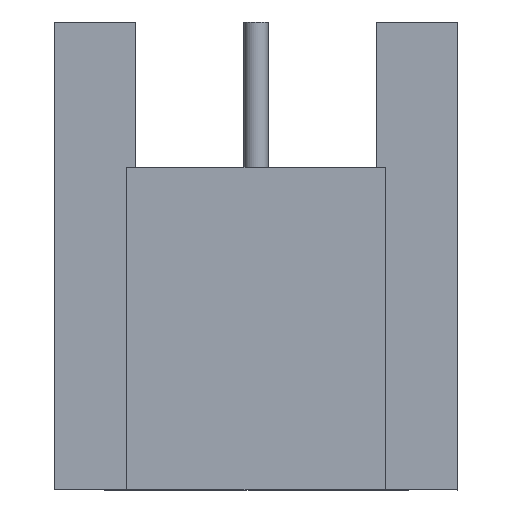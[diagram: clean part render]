
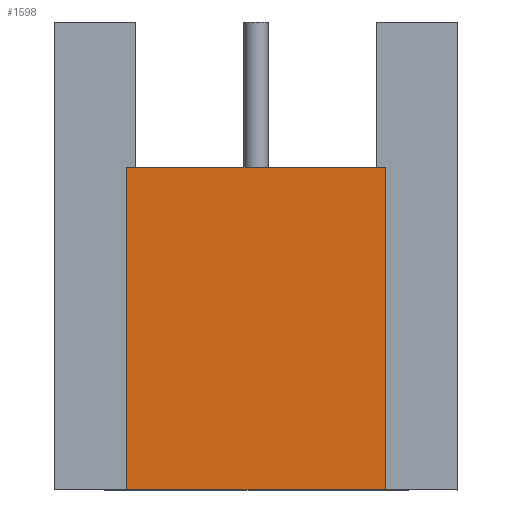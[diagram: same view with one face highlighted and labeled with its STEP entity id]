
A CAD part, front view. The second image highlights one B-rep face of the part: STEP entity #1598.
In plain terms, the highlighted planar face has unit normal (0, -1, 0).
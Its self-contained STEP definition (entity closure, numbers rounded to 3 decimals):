
#10 = DIRECTION ( 'NONE',  ( 0., -1., 0. ) ) ;
#21 = DIRECTION ( 'NONE',  ( 1., 0., 0. ) ) ;
#22 = CARTESIAN_POINT ( 'NONE',  ( -2.032, -2.083, -4.98 ) ) ;
#23 = CARTESIAN_POINT ( 'NONE',  ( 0., -2.083, -4.98 ) ) ;
#41 = DIRECTION ( 'NONE',  ( 1., 0., 0. ) ) ;
#44 = PLANE ( 'NONE',  #1931 ) ;
#45 = FACE_OUTER_BOUND ( 'NONE', #310, .T. ) ;
#49 = CARTESIAN_POINT ( 'NONE',  ( -2.032, -2.083, -4.98 ) ) ;
#53 = LINE ( 'NONE', #23, #1891 ) ;
#59 = CARTESIAN_POINT ( 'NONE',  ( 2.032, -2.083, -4.98 ) ) ;
#172 = VERTEX_POINT ( 'NONE', #652 ) ;
#179 = VERTEX_POINT ( 'NONE', #613 ) ;
#181 = VERTEX_POINT ( 'NONE', #59 ) ;
#188 = VERTEX_POINT ( 'NONE', #22 ) ;
#310 = EDGE_LOOP ( 'NONE', ( #2771, #2770, #2769, #2767 ) ) ;
#379 = CARTESIAN_POINT ( 'NONE',  ( 2.032, -2.083, -2.44 ) ) ;
#396 = DIRECTION ( 'NONE',  ( 0., 0., -1. ) ) ;
#400 = LINE ( 'NONE', #379, #1954 ) ;
#613 = CARTESIAN_POINT ( 'NONE',  ( -2.032, -2.083, 0.1 ) ) ;
#652 = CARTESIAN_POINT ( 'NONE',  ( 2.032, -2.083, 0.1 ) ) ;
#692 = VECTOR ( 'NONE', #1033, 1000. ) ;
#826 = EDGE_CURVE ( 'NONE', #188, #181, #53, .T. ) ;
#937 = CARTESIAN_POINT ( 'NONE',  ( 0., -2.083, 0.1 ) ) ;
#942 = LINE ( 'NONE', #937, #1951 ) ;
#946 = DIRECTION ( 'NONE',  ( -1., 0., 0. ) ) ;
#1031 = LINE ( 'NONE', #1032, #692 ) ;
#1032 = CARTESIAN_POINT ( 'NONE',  ( -2.032, -2.083, -2.44 ) ) ;
#1033 = DIRECTION ( 'NONE',  ( 0., 0., -1. ) ) ;
#1598 = ADVANCED_FACE ( 'NONE', ( #45 ), #44, .T. ) ;
#1618 = EDGE_CURVE ( 'NONE', #172, #181, #400, .T. ) ;
#1891 = VECTOR ( 'NONE', #21, 1000. ) ;
#1931 = AXIS2_PLACEMENT_3D ( 'NONE', #49, #10, #41 ) ;
#1951 = VECTOR ( 'NONE', #946, 1000. ) ;
#1954 = VECTOR ( 'NONE', #396, 1000. ) ;
#2587 = EDGE_CURVE ( 'NONE', #172, #179, #942, .T. ) ;
#2615 = EDGE_CURVE ( 'NONE', #179, #188, #1031, .T. ) ;
#2767 = ORIENTED_EDGE ( 'NONE', *, *, #2615, .T. ) ;
#2769 = ORIENTED_EDGE ( 'NONE', *, *, #2587, .T. ) ;
#2770 = ORIENTED_EDGE ( 'NONE', *, *, #1618, .F. ) ;
#2771 = ORIENTED_EDGE ( 'NONE', *, *, #826, .T. ) ;
